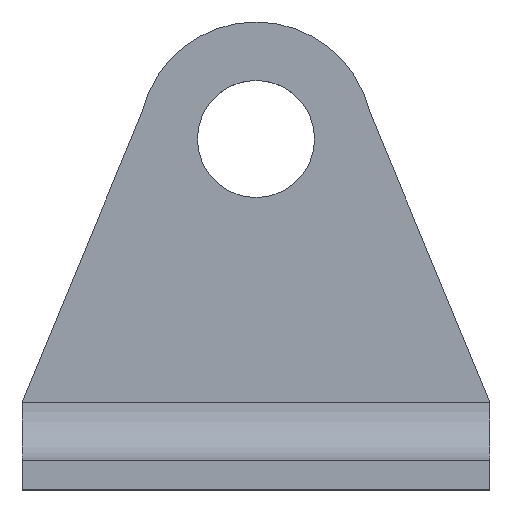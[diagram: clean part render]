
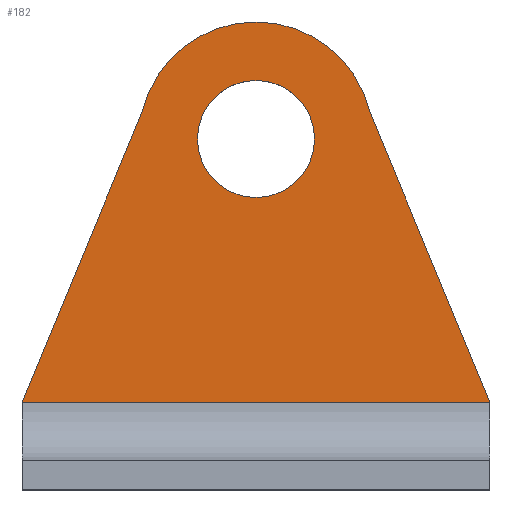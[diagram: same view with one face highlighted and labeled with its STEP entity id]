
A CAD part, top view. The second image highlights one B-rep face of the part: STEP entity #182.
In plain terms, the highlighted planar face has unit normal (0, 0, 1).
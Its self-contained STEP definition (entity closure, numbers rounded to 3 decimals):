
#5 = EDGE_LOOP ( 'NONE', ( #216, #218 ) ) ;
#6 = EDGE_LOOP ( 'NONE', ( #217, #220, #219, #221 ) ) ;
#44 = AXIS2_PLACEMENT_3D ( 'NONE', #378, #379, #380 ) ;
#47 = AXIS2_PLACEMENT_3D ( 'NONE', #324, #325, #326 ) ;
#61 = AXIS2_PLACEMENT_3D ( 'NONE', #363, #376, #377 ) ;
#66 = VECTOR ( 'NONE', #384, 1000. ) ;
#68 = VECTOR ( 'NONE', #387, 1000. ) ;
#69 = VECTOR ( 'NONE', #390, 1000. ) ;
#95 = FACE_OUTER_BOUND ( 'NONE', #6, .T. ) ;
#97 = FACE_BOUND ( 'NONE', #5, .T. ) ;
#101 = AXIS2_PLACEMENT_3D ( 'NONE', #452, #453, #454 ) ;
#140 = EDGE_CURVE ( 'NONE', #265, #268, #195, .T. ) ;
#157 = EDGE_CURVE ( 'NONE', #268, #265, #203, .T. ) ;
#158 = EDGE_CURVE ( 'NONE', #249, #269, #204, .T. ) ;
#159 = EDGE_CURVE ( 'NONE', #250, #249, #382, .T. ) ;
#160 = EDGE_CURVE ( 'NONE', #270, #269, #385, .T. ) ;
#161 = EDGE_CURVE ( 'NONE', #270, #250, #388, .T. ) ;
#182 = ADVANCED_FACE ( 'NONE', ( #97, #95 ), #451, .F. ) ;
#195 = CIRCLE ( 'NONE', #47, 6.35 ) ;
#203 = CIRCLE ( 'NONE', #61, 6.35 ) ;
#204 = CIRCLE ( 'NONE', #44, 12.7 ) ;
#216 = ORIENTED_EDGE ( 'NONE', *, *, #157, .F. ) ;
#217 = ORIENTED_EDGE ( 'NONE', *, *, #159, .T. ) ;
#218 = ORIENTED_EDGE ( 'NONE', *, *, #140, .F. ) ;
#219 = ORIENTED_EDGE ( 'NONE', *, *, #160, .F. ) ;
#220 = ORIENTED_EDGE ( 'NONE', *, *, #158, .T. ) ;
#221 = ORIENTED_EDGE ( 'NONE', *, *, #161, .T. ) ;
#249 = VERTEX_POINT ( 'NONE', #489 ) ;
#250 = VERTEX_POINT ( 'NONE', #493 ) ;
#265 = VERTEX_POINT ( 'NONE', #509 ) ;
#268 = VERTEX_POINT ( 'NONE', #512 ) ;
#269 = VERTEX_POINT ( 'NONE', #513 ) ;
#270 = VERTEX_POINT ( 'NONE', #514 ) ;
#324 = CARTESIAN_POINT ( 'NONE',  ( 0., 38.1, -22.23 ) ) ;
#325 = DIRECTION ( 'NONE',  ( 0., 0., 1. ) ) ;
#326 = DIRECTION ( 'NONE',  ( 1., 0., 0. ) ) ;
#363 = CARTESIAN_POINT ( 'NONE',  ( 0., 38.1, -22.23 ) ) ;
#376 = DIRECTION ( 'NONE',  ( 0., 0., 1. ) ) ;
#377 = DIRECTION ( 'NONE',  ( 1., 0., 0. ) ) ;
#378 = CARTESIAN_POINT ( 'NONE',  ( 0., 38.1, -22.23 ) ) ;
#379 = DIRECTION ( 'NONE',  ( 0., 0., 1. ) ) ;
#380 = DIRECTION ( 'NONE',  ( 1., 0., 0. ) ) ;
#382 = LINE ( 'NONE', #383, #66 ) ;
#383 = CARTESIAN_POINT ( 'NONE',  ( 32.433, -7.473, -22.23 ) ) ;
#384 = DIRECTION ( 'NONE',  ( -0.382, 0.924, 0. ) ) ;
#385 = LINE ( 'NONE', #386, #68 ) ;
#386 = CARTESIAN_POINT ( 'NONE',  ( -32.433, -7.473, -22.23 ) ) ;
#387 = DIRECTION ( 'NONE',  ( 0.382, 0.924, 0. ) ) ;
#388 = LINE ( 'NONE', #389, #69 ) ;
#389 = CARTESIAN_POINT ( 'NONE',  ( 25.4, 9.52, -22.23 ) ) ;
#390 = DIRECTION ( 'NONE',  ( 1., 0., 0. ) ) ;
#451 = PLANE ( 'NONE',  #101 ) ;
#452 = CARTESIAN_POINT ( 'NONE',  ( 25.4, 3.17, -22.23 ) ) ;
#453 = DIRECTION ( 'NONE',  ( 0., 0., -1. ) ) ;
#454 = DIRECTION ( 'NONE',  ( -1., 0., 0. ) ) ;
#489 = CARTESIAN_POINT ( 'NONE',  ( 12.355, 41.042, -22.23 ) ) ;
#493 = CARTESIAN_POINT ( 'NONE',  ( 25.4, 9.52, -22.23 ) ) ;
#509 = CARTESIAN_POINT ( 'NONE',  ( -6.35, 38.1, -22.23 ) ) ;
#512 = CARTESIAN_POINT ( 'NONE',  ( 6.35, 38.1, -22.23 ) ) ;
#513 = CARTESIAN_POINT ( 'NONE',  ( -12.355, 41.042, -22.23 ) ) ;
#514 = CARTESIAN_POINT ( 'NONE',  ( -25.4, 9.52, -22.23 ) ) ;
